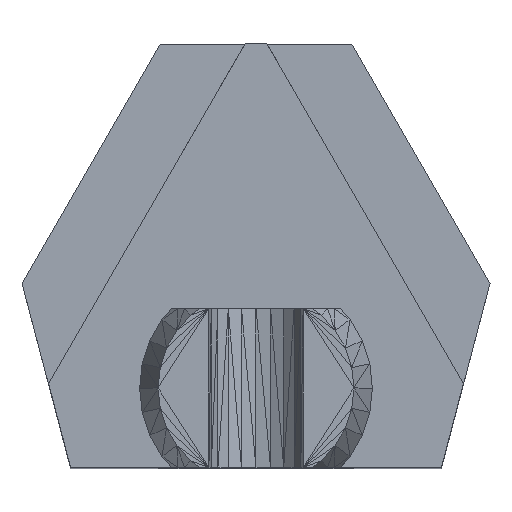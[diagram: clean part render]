
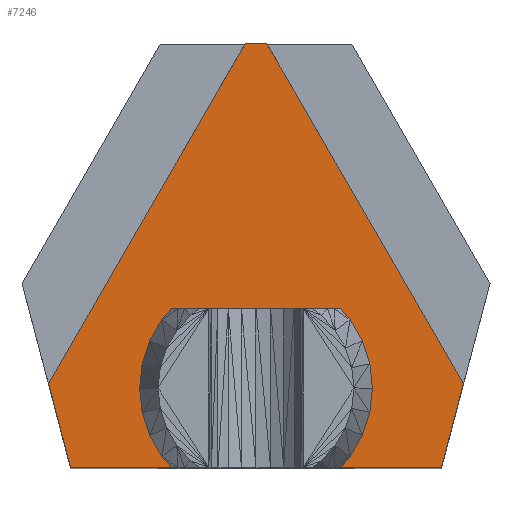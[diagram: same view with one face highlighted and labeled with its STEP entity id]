
A CAD part, top view. The second image highlights one B-rep face of the part: STEP entity #7246.
In plain terms, the highlighted planar face has unit normal (0, 0, 1).
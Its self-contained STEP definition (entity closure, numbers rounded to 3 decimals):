
#816 = CARTESIAN_POINT ( 'NONE',  ( 0.289, 7.5, 18. ) ) ;
#963 = VECTOR ( 'NONE', #3566, 1000. ) ;
#1062 = VECTOR ( 'NONE', #9153, 1000. ) ;
#1151 = DIRECTION ( 'NONE',  ( 0.253, -0.967, 0. ) ) ;
#1310 = VERTEX_POINT ( 'NONE', #816 ) ;
#1617 = CARTESIAN_POINT ( 'NONE',  ( 6.335, 1.027, 18. ) ) ;
#1635 = ORIENTED_EDGE ( 'NONE', *, *, #3613, .T. ) ;
#2539 = DIRECTION ( 'NONE',  ( 1., 0., 0. ) ) ;
#3107 = ORIENTED_EDGE ( 'NONE', *, *, #10643, .T. ) ;
#3244 = AXIS2_PLACEMENT_3D ( 'NONE', #11283, #16722, #14175 ) ;
#3566 = DIRECTION ( 'NONE',  ( -1., 0., 0. ) ) ;
#3613 = EDGE_CURVE ( 'NONE', #1310, #15688, #4847, .T. ) ;
#3877 = LINE ( 'NONE', #6774, #7653 ) ;
#4073 = LINE ( 'NONE', #1617, #16930 ) ;
#4165 = EDGE_CURVE ( 'NONE', #4479, #1310, #17746, .T. ) ;
#4183 = CARTESIAN_POINT ( 'NONE',  ( -5.615, -1.725, 18. ) ) ;
#4479 = VERTEX_POINT ( 'NONE', #11940 ) ;
#4520 = PLANE ( 'NONE',  #3244 ) ;
#4575 = EDGE_CURVE ( 'NONE', #8672, #4479, #4073, .T. ) ;
#4847 = LINE ( 'NONE', #15963, #963 ) ;
#5173 = VERTEX_POINT ( 'NONE', #4183 ) ;
#5374 = CARTESIAN_POINT ( 'NONE',  ( 0., 8., 18. ) ) ;
#5905 = CARTESIAN_POINT ( 'NONE',  ( -0.289, 7.5, 18. ) ) ;
#5978 = EDGE_CURVE ( 'NONE', #15688, #5173, #16005, .T. ) ;
#6236 = DIRECTION ( 'NONE',  ( -0.5, -0.866, 0. ) ) ;
#6526 = LINE ( 'NONE', #12036, #13431 ) ;
#6677 = VERTEX_POINT ( 'NONE', #11526 ) ;
#6774 = CARTESIAN_POINT ( 'NONE',  ( -6.335, 1.027, 18. ) ) ;
#7246 = ADVANCED_FACE ( 'NONE', ( #15628 ), #4520, .F. ) ;
#7653 = VECTOR ( 'NONE', #1151, 1000. ) ;
#7666 = ORIENTED_EDGE ( 'NONE', *, *, #4575, .T. ) ;
#7840 = ORIENTED_EDGE ( 'NONE', *, *, #5978, .T. ) ;
#8672 = VERTEX_POINT ( 'NONE', #9543 ) ;
#9153 = DIRECTION ( 'NONE',  ( -0.5, 0.866, 0. ) ) ;
#9543 = CARTESIAN_POINT ( 'NONE',  ( 5.019, -4., 18. ) ) ;
#10200 = CARTESIAN_POINT ( 'NONE',  ( -6.928, -4., 18. ) ) ;
#10292 = EDGE_CURVE ( 'NONE', #6677, #8672, #6526, .T. ) ;
#10643 = EDGE_CURVE ( 'NONE', #5173, #6677, #3877, .T. ) ;
#11203 = DIRECTION ( 'NONE',  ( 0.253, 0.967, 0. ) ) ;
#11283 = CARTESIAN_POINT ( 'NONE',  ( 0., 0., 18. ) ) ;
#11526 = CARTESIAN_POINT ( 'NONE',  ( -5.019, -4., 18. ) ) ;
#11940 = CARTESIAN_POINT ( 'NONE',  ( 5.615, -1.725, 18. ) ) ;
#12036 = CARTESIAN_POINT ( 'NONE',  ( 6.928, -4., 18. ) ) ;
#12095 = VECTOR ( 'NONE', #6236, 1000. ) ;
#12580 = ORIENTED_EDGE ( 'NONE', *, *, #4165, .T. ) ;
#13166 = EDGE_LOOP ( 'NONE', ( #1635, #7840, #3107, #13888, #7666, #12580 ) ) ;
#13431 = VECTOR ( 'NONE', #2539, 1000. ) ;
#13888 = ORIENTED_EDGE ( 'NONE', *, *, #10292, .T. ) ;
#14175 = DIRECTION ( 'NONE',  ( -1., 0., 0. ) ) ;
#15628 = FACE_OUTER_BOUND ( 'NONE', #13166, .T. ) ;
#15688 = VERTEX_POINT ( 'NONE', #5905 ) ;
#15963 = CARTESIAN_POINT ( 'NONE',  ( -2.598, 7.5, 18. ) ) ;
#16005 = LINE ( 'NONE', #10200, #12095 ) ;
#16722 = DIRECTION ( 'NONE',  ( 0., 0., -1. ) ) ;
#16930 = VECTOR ( 'NONE', #11203, 1000. ) ;
#17746 = LINE ( 'NONE', #5374, #1062 ) ;
